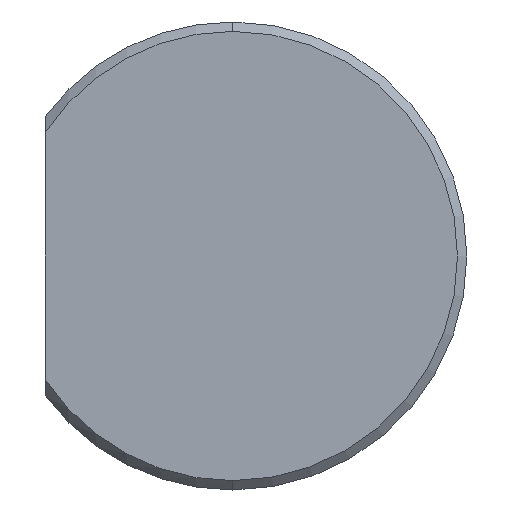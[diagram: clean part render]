
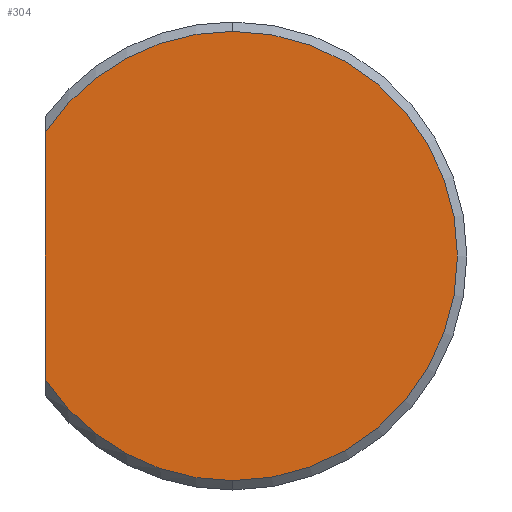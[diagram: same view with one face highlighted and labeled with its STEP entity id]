
A CAD part, front view. The second image highlights one B-rep face of the part: STEP entity #304.
In plain terms, the highlighted planar face has unit normal (0, -1, 0).
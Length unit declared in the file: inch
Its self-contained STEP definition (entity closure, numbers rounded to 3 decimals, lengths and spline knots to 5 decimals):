
#21 = CARTESIAN_POINT ( 'NONE',  ( 0., 0., -0.11985 ) ) ;
#24 = EDGE_CURVE ( 'NONE', #211, #349, #148, .T. ) ;
#37 = CIRCLE ( 'NONE', #177, 0.11985 ) ;
#71 = DIRECTION ( 'NONE',  ( 0., 0., 1. ) ) ;
#76 = ORIENTED_EDGE ( 'NONE', *, *, #24, .T. ) ;
#81 = EDGE_CURVE ( 'NONE', #400, #349, #245, .T. ) ;
#83 = AXIS2_PLACEMENT_3D ( 'NONE', #85, #272, #71 ) ;
#85 = CARTESIAN_POINT ( 'NONE',  ( 0., 0., 0. ) ) ;
#99 = DIRECTION ( 'NONE',  ( 0., -1., 0. ) ) ;
#105 = EDGE_CURVE ( 'NONE', #400, #118, #37, .T. ) ;
#112 = CARTESIAN_POINT ( 'NONE',  ( -0.10015, 0., 0.06583 ) ) ;
#118 = VERTEX_POINT ( 'NONE', #21 ) ;
#122 = CARTESIAN_POINT ( 'NONE',  ( 0., 0., 0.11985 ) ) ;
#123 = FACE_OUTER_BOUND ( 'NONE', #259, .T. ) ;
#148 = CIRCLE ( 'NONE', #331, 0.11985 ) ;
#153 = VECTOR ( 'NONE', #396, 39.37008 ) ;
#163 = CARTESIAN_POINT ( 'NONE',  ( 0., 0., 0. ) ) ;
#177 = AXIS2_PLACEMENT_3D ( 'NONE', #163, #379, #198 ) ;
#198 = DIRECTION ( 'NONE',  ( 0., 0., 1. ) ) ;
#211 = VERTEX_POINT ( 'NONE', #122 ) ;
#243 = DIRECTION ( 'NONE',  ( 0., -1., 0. ) ) ;
#245 = LINE ( 'NONE', #409, #153 ) ;
#247 = ORIENTED_EDGE ( 'NONE', *, *, #81, .F. ) ;
#255 = PLANE ( 'NONE',  #83 ) ;
#259 = EDGE_LOOP ( 'NONE', ( #247, #369, #291, #76 ) ) ;
#272 = DIRECTION ( 'NONE',  ( 0., 1., 0. ) ) ;
#275 = CIRCLE ( 'NONE', #368, 0.11985 ) ;
#291 = ORIENTED_EDGE ( 'NONE', *, *, #352, .T. ) ;
#297 = CARTESIAN_POINT ( 'NONE',  ( 0., 0., 0. ) ) ;
#304 = ADVANCED_FACE ( 'NONE', ( #123 ), #255, .F. ) ;
#331 = AXIS2_PLACEMENT_3D ( 'NONE', #356, #243, #335 ) ;
#332 = DIRECTION ( 'NONE',  ( 0., 0., 1. ) ) ;
#335 = DIRECTION ( 'NONE',  ( 0., 0., 1. ) ) ;
#336 = CARTESIAN_POINT ( 'NONE',  ( -0.10015, 0., -0.06583 ) ) ;
#349 = VERTEX_POINT ( 'NONE', #112 ) ;
#352 = EDGE_CURVE ( 'NONE', #118, #211, #275, .T. ) ;
#356 = CARTESIAN_POINT ( 'NONE',  ( 0., 0., 0. ) ) ;
#368 = AXIS2_PLACEMENT_3D ( 'NONE', #297, #99, #332 ) ;
#369 = ORIENTED_EDGE ( 'NONE', *, *, #105, .T. ) ;
#379 = DIRECTION ( 'NONE',  ( 0., -1., 0. ) ) ;
#396 = DIRECTION ( 'NONE',  ( 0., 0., 1. ) ) ;
#400 = VERTEX_POINT ( 'NONE', #336 ) ;
#409 = CARTESIAN_POINT ( 'NONE',  ( -0.10015, 0., -0.07455 ) ) ;
